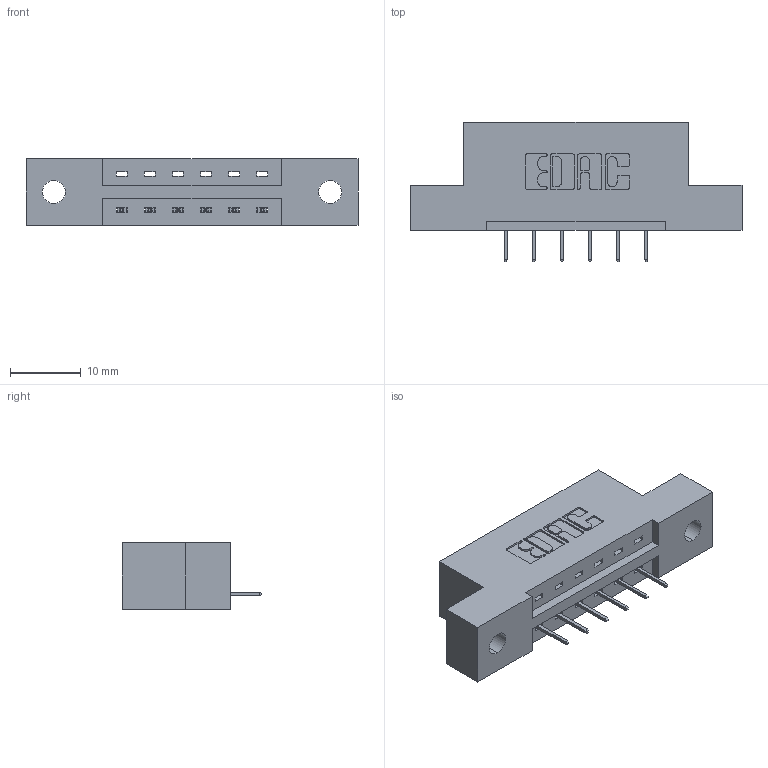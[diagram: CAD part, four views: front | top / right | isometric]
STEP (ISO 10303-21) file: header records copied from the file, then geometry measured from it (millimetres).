
FILE_DESCRIPTION (( 'STEP AP203' ), '1' );
FILE_NAME ('387-006-524-102.STEP', '2018-08-13T03:22:16', ( '' ), ( '' ), 'SwSTEP 2.0', 'SolidWorks 2016', '' );
FILE_SCHEMA (( 'CONFIG_CONTROL_DESIGN' ));
Length unit declared in the file: inch
Products named in the file (3): 337 Part_Flush Mounting Lugs - 0.128 Dia; 345-292-001_345-293-124; 387-006-524-102
Assembly tree (7 placements, depth 2):
  387-006-524-102
    337 Part_Flush Mounting Lugs - 0.128 Dia
    345-292-001_345-293-124  x6
Bounding box: 46.79 x 19.69 x 9.4 mm (x, y, z)
Volume: 4351.8 mm3; surface area: 3944 mm2
Topology: 7 solids, 7 shells, 510 faces, 1463 edges, 950 vertices
Faces by surface type: plane 382, cylinder 128
Entity records: 9193 total; most frequent: CARTESIAN_POINT 1604, ORIENTED_EDGE 1546, DIRECTION 1425, EDGE_CURVE 773, VECTOR 649, LINE 649, VERTEX_POINT 510, AXIS2_PLACEMENT_3D 388
